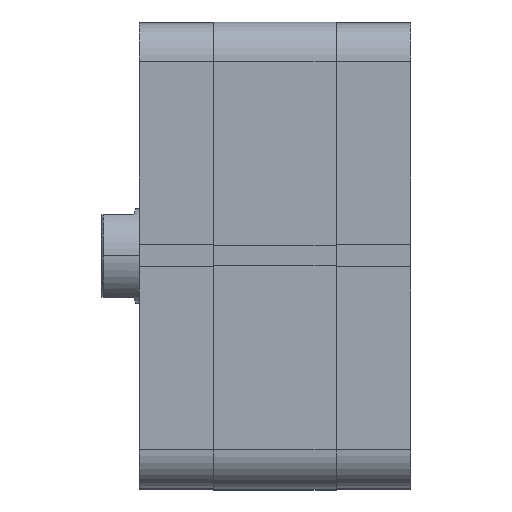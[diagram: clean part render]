
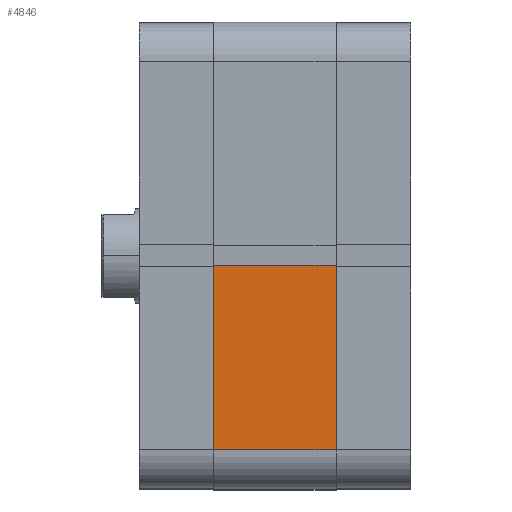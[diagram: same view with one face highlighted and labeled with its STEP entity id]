
A CAD part, top view. The second image highlights one B-rep face of the part: STEP entity #4846.
In plain terms, the highlighted face is planar.
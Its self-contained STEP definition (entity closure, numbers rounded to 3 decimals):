
#146 = AXIS2_PLACEMENT_3D ( 'NONE', #6240, #6246, #6247 ) ;
#219 = EDGE_CURVE ( 'NONE', #3425, #3380, #4067, .T. ) ;
#274 = EDGE_CURVE ( 'NONE', #3425, #3410, #4127, .T. ) ;
#326 = EDGE_CURVE ( 'NONE', #3380, #3384, #4185, .T. ) ;
#606 = EDGE_CURVE ( 'NONE', #3410, #3384, #4545, .T. ) ;
#714 = EDGE_LOOP ( 'NONE', ( #1417, #1379, #1270, #2719 ) ) ;
#1270 = ORIENTED_EDGE ( 'NONE', *, *, #274, .T. ) ;
#1379 = ORIENTED_EDGE ( 'NONE', *, *, #219, .F. ) ;
#1417 = ORIENTED_EDGE ( 'NONE', *, *, #326, .F. ) ;
#2719 = ORIENTED_EDGE ( 'NONE', *, *, #606, .T. ) ;
#3380 = VERTEX_POINT ( 'NONE', #6007 ) ;
#3384 = VERTEX_POINT ( 'NONE', #6011 ) ;
#3410 = VERTEX_POINT ( 'NONE', #6037 ) ;
#3425 = VERTEX_POINT ( 'NONE', #6052 ) ;
#4067 = LINE ( 'NONE', #5062, #4074 ) ;
#4074 = VECTOR ( 'NONE', #5067, 1000. ) ;
#4127 = LINE ( 'NONE', #5132, #4128 ) ;
#4128 = VECTOR ( 'NONE', #5133, 1000. ) ;
#4185 = LINE ( 'NONE', #5227, #4186 ) ;
#4186 = VECTOR ( 'NONE', #5228, 1000. ) ;
#4545 = LINE ( 'NONE', #5747, #4546 ) ;
#4546 = VECTOR ( 'NONE', #5748, 1000. ) ;
#4647 = FACE_OUTER_BOUND ( 'NONE', #714, .T. ) ;
#4846 = ADVANCED_FACE ( 'NONE', ( #4647 ), #6237, .T. ) ;
#5062 = CARTESIAN_POINT ( 'NONE',  ( 51.5, 62., -32.5 ) ) ;
#5067 = DIRECTION ( 'NONE',  ( 0., 0., 1. ) ) ;
#5132 = CARTESIAN_POINT ( 'NONE',  ( 2.6, 62., -32.5 ) ) ;
#5133 = DIRECTION ( 'NONE',  ( -1., 0., 0. ) ) ;
#5227 = CARTESIAN_POINT ( 'NONE',  ( 2.6, 62., 0. ) ) ;
#5228 = DIRECTION ( 'NONE',  ( -1., 0., 0. ) ) ;
#5747 = CARTESIAN_POINT ( 'NONE',  ( 2.6, 62., -32.5 ) ) ;
#5748 = DIRECTION ( 'NONE',  ( 0., 0., 1. ) ) ;
#6007 = CARTESIAN_POINT ( 'NONE',  ( 51.5, 62., 0. ) ) ;
#6011 = CARTESIAN_POINT ( 'NONE',  ( 2.6, 62., 0. ) ) ;
#6037 = CARTESIAN_POINT ( 'NONE',  ( 2.6, 62., -32.5 ) ) ;
#6052 = CARTESIAN_POINT ( 'NONE',  ( 51.5, 62., -32.5 ) ) ;
#6237 = PLANE ( 'NONE',  #146 ) ;
#6240 = CARTESIAN_POINT ( 'NONE',  ( 2.6, 62., -32.5 ) ) ;
#6246 = DIRECTION ( 'NONE',  ( 0., 1., 0. ) ) ;
#6247 = DIRECTION ( 'NONE',  ( 0., 0., 1. ) ) ;
